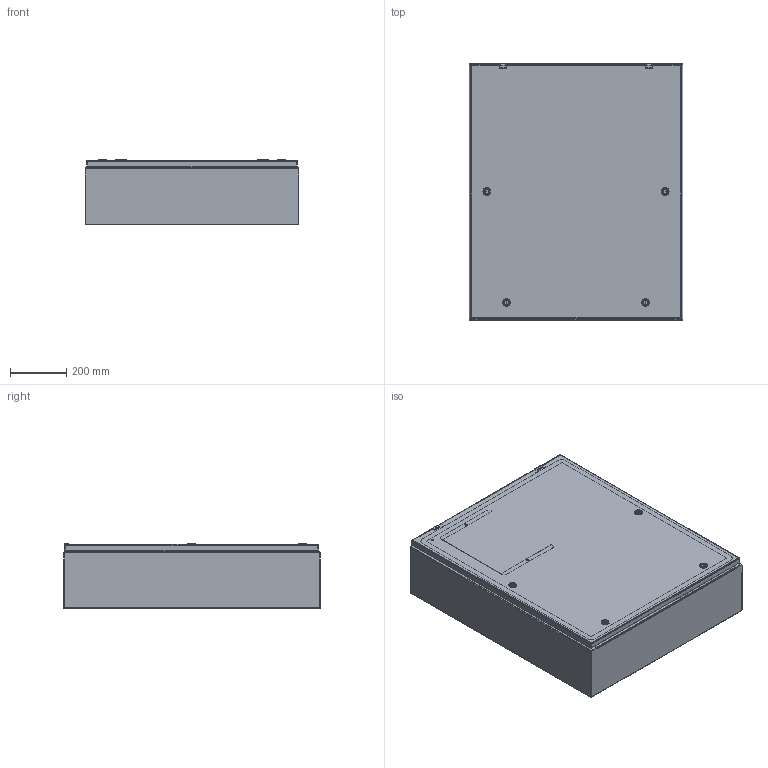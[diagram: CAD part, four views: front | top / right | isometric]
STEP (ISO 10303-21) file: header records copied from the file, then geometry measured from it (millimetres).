
FILE_DESCRIPTION (( 'STEP AP203' ), '1' );
FILE_NAME ('SCE-30EL3608SSLP.step', '2021-02-09T15:41:51', ( 'ADC123' ), ( 'Microsoft' ), 'SwSTEP 2.0', 'SolidWorks 2019', '' );
FILE_SCHEMA (( 'CONFIG_CONTROL_DESIGN' ));
Products named in the file (1): SCE-30EL3608SSLP
Bounding box: 762 x 914.4 x 234.45 mm (x, y, z)
Surface area: 6198298.6 mm2 (no closed solid volume)
Topology: 0 solids, 63 shells, 3794 faces, 9800 edges, 6132 vertices
Faces by surface type: plane 1827, cylinder 1029, bspline 816, cone 84, torus 38
Full cylindrical faces by diameter (mm): 3.454 x2, 3.962 x2, 3.978 x2, 4.318 x6, 4.369 x4, 4.978 x8, 5 x4, 5.156 x4, 5.182 x4, 5.2 x4, 5.5 x4, 5.537 x2, 6.198 x4, 6.299 x4, 6.35 x4, 6.363 x2, 6.756 x4, 7.137 x4, 8.433 x6, 9.296 x6, 9.322 x6, 9.525 x4, 9.9 x4, 10 x4, 11.112 x4, 12.7 x6, 12.8 x4, 13.5 x4, 14.288 x2, 16 x4
Entity records: 158076 total; most frequent: CARTESIAN_POINT 75273, ORIENTED_EDGE 18420, DIRECTION 14800, EDGE_CURVE 9216, VERTEX_POINT 5960, AXIS2_PLACEMENT_3D 5053, LINE 4694, VECTOR 4694
